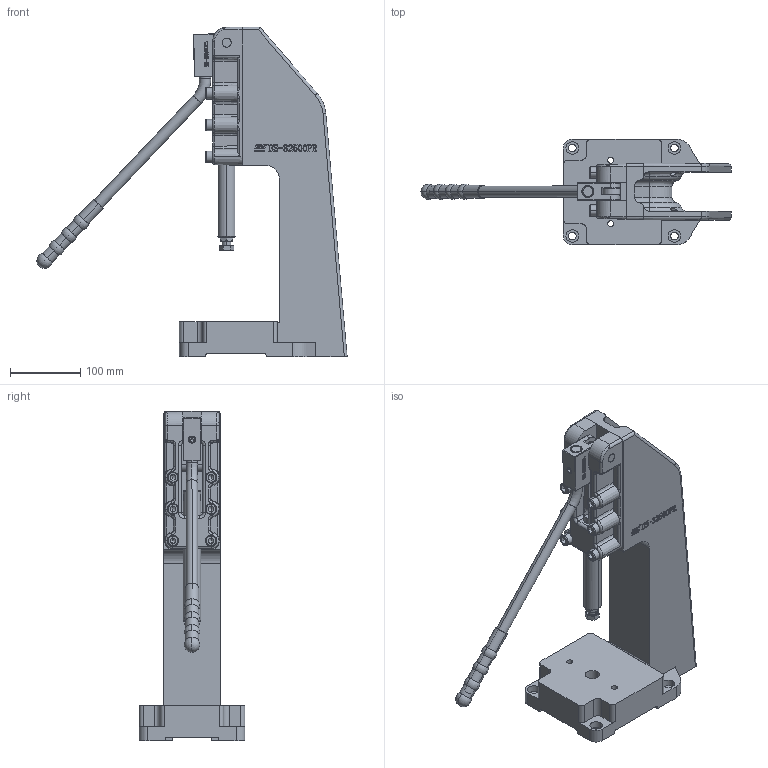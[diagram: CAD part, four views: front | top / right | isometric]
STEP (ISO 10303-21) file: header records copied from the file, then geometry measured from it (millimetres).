
FILE_DESCRIPTION (( 'STEP AP203' ), '1' );
FILE_NAME ('HS-32500PR .STEP', '2019-10-06T07:08:49', ( '微软用户' ), ( '微软中国' ), 'SwSTEP 2.0', 'SolidWorks 2012', '' );
FILE_SCHEMA (( 'CONFIG_CONTROL_DESIGN' ));
Products named in the file (15): HS-32500PR ; hexagon socket head cap screws gb_GB_FASTENER_SCREWS_HSHCS M10X50-N; HS-32500HL 蚾饜极; 12.5种; 9.5种; hex socket set screws with cone point gb_GB_FASTENER_SCREWS_HSCP M10X12-N; hex thin nuts-grades ab-chamfered gb_GB_FASTENER_NUT_STNAB M12-N; hexagon head bolts-full thread gb_GB_FASTENER_BOLT_STBAB A M12X60-N; 挴裝; 忒梟裝; 忒梟; 忒參; 蟀裝; 菁釱; 盓殤菁釱
Assembly tree (21 placements, depth 3):
  HS-32500PR 
    盓殤菁釱
    HS-32500HL 蚾饜极
      菁釱
      蟀裝
      忒參
      忒梟
      忒梟裝
      挴裝
      hexagon head bolts-full thread gb_GB_FASTENER_BOLT_STBAB A M12X60-N
      hex thin nuts-grades ab-chamfered gb_GB_FASTENER_NUT_STNAB M12-N
      hex socket set screws with cone point gb_GB_FASTENER_SCREWS_HSCP M10X12-N
      9.5种  x2
      12.5种  x2
    hexagon socket head cap screws gb_GB_FASTENER_SCREWS_HSHCS M10X50-N  x6
Bounding box: 440.36 x 150 x 468 mm (x, y, z)
Volume: 3051524.9 mm3; surface area: 481400.2 mm2
Topology: 20 solids, 20 shells, 1489 faces, 3920 edges, 2508 vertices
Faces by surface type: plane 696, bspline 368, cylinder 262, cone 120, torus 35, sphere 8
Entity records: 62812 total; most frequent: CARTESIAN_POINT 29804, ORIENTED_EDGE 7144, DIRECTION 5332, EDGE_CURVE 3572, VERTEX_POINT 2311, LINE 2112, VECTOR 2112, AXIS2_PLACEMENT_3D 1610
